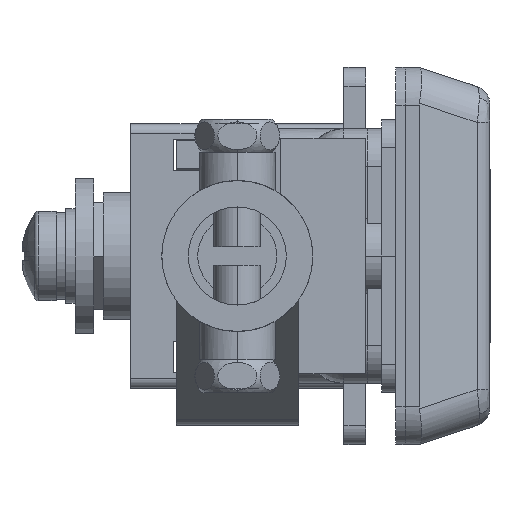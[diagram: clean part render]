
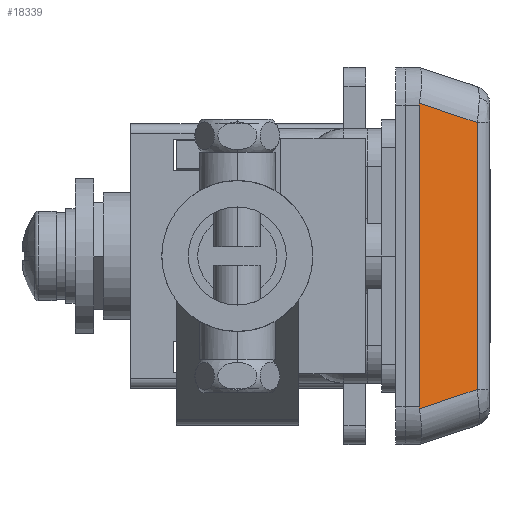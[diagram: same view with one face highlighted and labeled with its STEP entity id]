
A CAD part, front view. The second image highlights one B-rep face of the part: STEP entity #18339.
In plain terms, the highlighted face is planar.
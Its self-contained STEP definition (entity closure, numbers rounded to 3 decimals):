
#209 = CARTESIAN_POINT ( 'NONE',  ( -16.2, -127.995, 1.515 ) ) ;
#472 =( BOUNDED_CURVE ( )  B_SPLINE_CURVE ( 3, ( #19204, #27941, #23773, #14692 ),
 .UNSPECIFIED., .F., .F. ) 
 B_SPLINE_CURVE_WITH_KNOTS ( ( 4, 4 ),
 ( 0., 0.05 ),
 .UNSPECIFIED. ) 
 CURVE ( )  GEOMETRIC_REPRESENTATION_ITEM ( )  RATIONAL_B_SPLINE_CURVE ( ( 1., 1., 1., 1. ) ) 
 REPRESENTATION_ITEM ( '' )  );
#815 = CARTESIAN_POINT ( 'NONE',  ( 0., -128., 1.5 ) ) ;
#1040 = EDGE_CURVE ( 'NONE', #26047, #3806, #6321, .T. ) ;
#1962 = CARTESIAN_POINT ( 'NONE',  ( -3.505, -115.3, 39.601 ) ) ;
#2442 = CARTESIAN_POINT ( 'NONE',  ( -16., -128., 1.5 ) ) ;
#3019 = CARTESIAN_POINT ( 'NONE',  ( -16.2, -127.995, 1.515 ) ) ;
#3806 = VERTEX_POINT ( 'NONE', #3019 ) ;
#4453 = LINE ( 'NONE', #20102, #12022 ) ;
#5457 = AXIS2_PLACEMENT_3D ( 'NONE', #18406, #11937, #20496 ) ;
#5861 = FACE_OUTER_BOUND ( 'NONE', #9652, .T. ) ;
#6321 = LINE ( 'NONE', #1962, #22824 ) ;
#6506 = DIRECTION ( 'NONE',  ( -0.302, -0.302, -0.905 ) ) ;
#6882 = ORIENTED_EDGE ( 'NONE', *, *, #11450, .T. ) ;
#7297 = VERTEX_POINT ( 'NONE', #23395 ) ;
#8594 = EDGE_CURVE ( 'NONE', #7297, #9286, #19446, .T. ) ;
#8609 = ORIENTED_EDGE ( 'NONE', *, *, #1040, .T. ) ;
#8773 = VECTOR ( 'NONE', #14335, 1000. ) ;
#9286 = VERTEX_POINT ( 'NONE', #19161 ) ;
#9652 = EDGE_LOOP ( 'NONE', ( #6882, #24470, #8609, #22685, #16824, #20723 ) ) ;
#9700 = CARTESIAN_POINT ( 'NONE',  ( 14.161, -125.956, 7.632 ) ) ;
#11450 = EDGE_CURVE ( 'NONE', #23226, #26387, #4453, .T. ) ;
#11462 = PLANE ( 'NONE',  #5457 ) ;
#11523 = EDGE_CURVE ( 'NONE', #3806, #7297, #17284, .T. ) ;
#11776 = EDGE_CURVE ( 'NONE', #26387, #26047, #20614, .T. ) ;
#11937 = DIRECTION ( 'NONE',  ( 0., -0.949, 0.316 ) ) ;
#12022 = VECTOR ( 'NONE', #26346, 1000. ) ;
#12663 = CARTESIAN_POINT ( 'NONE',  ( -13.705, -125.956, 7.632 ) ) ;
#14037 = EDGE_CURVE ( 'NONE', #9286, #23226, #472, .T. ) ;
#14335 = DIRECTION ( 'NONE',  ( 1., 0., 0. ) ) ;
#14692 = CARTESIAN_POINT ( 'NONE',  ( 16.2, -127.995, 1.515 ) ) ;
#14730 = CARTESIAN_POINT ( 'NONE',  ( -14.161, -125.956, 7.632 ) ) ;
#14786 = DIRECTION ( 'NONE',  ( -1., 0., 0. ) ) ;
#15689 = CARTESIAN_POINT ( 'NONE',  ( -16.134, -127.998, 1.505 ) ) ;
#16824 = ORIENTED_EDGE ( 'NONE', *, *, #8594, .T. ) ;
#17180 = VECTOR ( 'NONE', #14786, 1000. ) ;
#17284 =( BOUNDED_CURVE ( )  B_SPLINE_CURVE ( 3, ( #209, #15689, #19999, #2442 ),
 .UNSPECIFIED., .F., .F. ) 
 B_SPLINE_CURVE_WITH_KNOTS ( ( 4, 4 ),
 ( 6.233, 6.283 ),
 .UNSPECIFIED. ) 
 CURVE ( )  GEOMETRIC_REPRESENTATION_ITEM ( )  RATIONAL_B_SPLINE_CURVE ( ( 1., 1., 1., 1. ) ) 
 REPRESENTATION_ITEM ( '' )  );
#18339 = ADVANCED_FACE ( 'NONE', ( #5861 ), #11462, .T. ) ;
#18406 = CARTESIAN_POINT ( 'NONE',  ( 0., -115.65, 38.55 ) ) ;
#19161 = CARTESIAN_POINT ( 'NONE',  ( 16., -128., 1.5 ) ) ;
#19204 = CARTESIAN_POINT ( 'NONE',  ( 16., -128., 1.5 ) ) ;
#19446 = LINE ( 'NONE', #815, #8773 ) ;
#19999 = CARTESIAN_POINT ( 'NONE',  ( -16.067, -128., 1.5 ) ) ;
#20102 = CARTESIAN_POINT ( 'NONE',  ( 3.505, -115.3, 39.601 ) ) ;
#20496 = DIRECTION ( 'NONE',  ( 0., -0.316, -0.949 ) ) ;
#20614 = LINE ( 'NONE', #12663, #17180 ) ;
#20723 = ORIENTED_EDGE ( 'NONE', *, *, #14037, .T. ) ;
#22685 = ORIENTED_EDGE ( 'NONE', *, *, #11523, .T. ) ;
#22824 = VECTOR ( 'NONE', #6506, 1000. ) ;
#23226 = VERTEX_POINT ( 'NONE', #28540 ) ;
#23395 = CARTESIAN_POINT ( 'NONE',  ( -16., -128., 1.5 ) ) ;
#23773 = CARTESIAN_POINT ( 'NONE',  ( 16.134, -127.998, 1.505 ) ) ;
#24470 = ORIENTED_EDGE ( 'NONE', *, *, #11776, .T. ) ;
#26047 = VERTEX_POINT ( 'NONE', #14730 ) ;
#26346 = DIRECTION ( 'NONE',  ( -0.302, 0.302, 0.905 ) ) ;
#26387 = VERTEX_POINT ( 'NONE', #9700 ) ;
#27941 = CARTESIAN_POINT ( 'NONE',  ( 16.067, -128., 1.5 ) ) ;
#28540 = CARTESIAN_POINT ( 'NONE',  ( 16.2, -127.995, 1.515 ) ) ;
